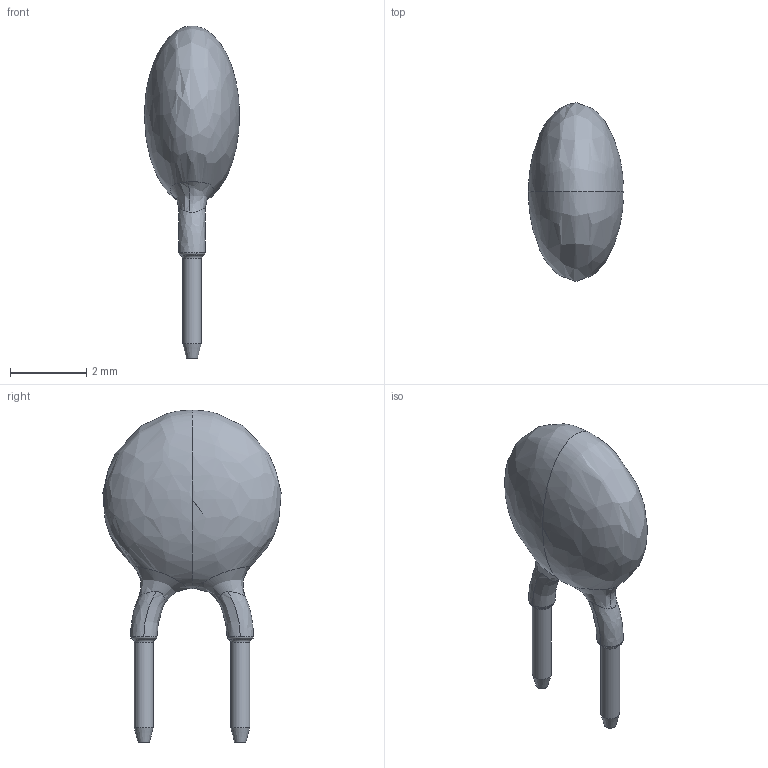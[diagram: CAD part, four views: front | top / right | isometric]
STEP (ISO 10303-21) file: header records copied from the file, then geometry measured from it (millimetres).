
FILE_DESCRIPTION(/* description */ (''),/* implementation_level */ '2;1');
FILE_NAME(/* name */ 'TH Capacitor - 0.1uF.step',/* time_stamp */ '2020-08-14T17:26:04+02:00',/* author */ (''),/* organization */ (''),/* preprocessor_version */ 'ST-DEVELOPER v18.1',/* originating_system */ 'Autodesk Translation Framework v9.3.0.1241',/* authorisation */ '');
FILE_SCHEMA (('AUTOMOTIVE_DESIGN { 1 0 10303 214 3 1 1 }'));
Length unit declared in the file: millimetre
Products named in the file (2): (Unsaved); C1 0.1uF
Assembly tree (1 placements, depth 2):
  (Unsaved)
    C1 0.1uF
Bounding box: 2.5 x 4.69 x 8.73 mm (x, y, z)
Volume: 31.3 mm3; surface area: 64 mm2
Topology: 1 solids, 1 shells, 22 faces, 60 edges, 38 vertices
Faces by surface type: bspline 14, torus 2, cylinder 2, cone 2, plane 2
Full cylindrical faces by diameter (mm): 0.5 x2
Entity records: 2976 total; most frequent: CARTESIAN_POINT 2453, ORIENTED_EDGE 112, DIRECTION 70, EDGE_CURVE 56, VERTEX_POINT 38, AXIS2_PLACEMENT_3D 33, B_SPLINE_CURVE_WITH_KNOTS 30, EDGE_LOOP 24
